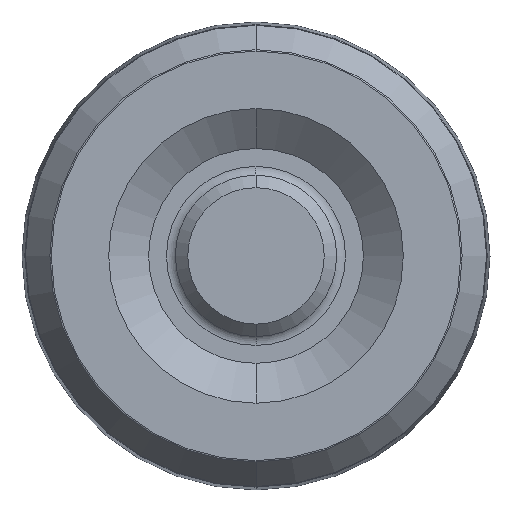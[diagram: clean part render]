
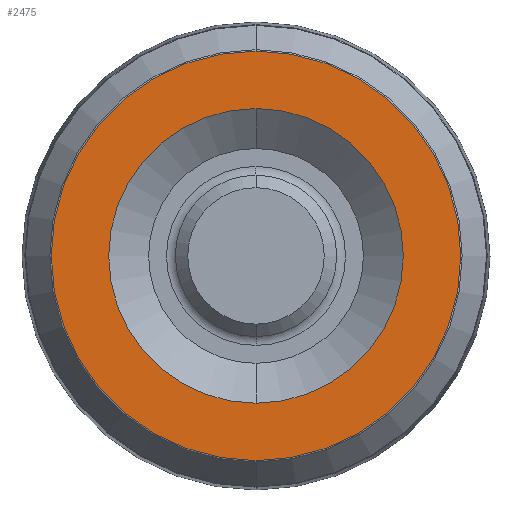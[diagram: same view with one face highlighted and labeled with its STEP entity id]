
A CAD part, top view. The second image highlights one B-rep face of the part: STEP entity #2475.
In plain terms, the highlighted planar face has unit normal (0, 0, 1).
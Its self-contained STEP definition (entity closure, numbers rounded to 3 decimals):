
#2041=CARTESIAN_POINT('',(0.,0.,39.997));
#2042=DIRECTION('',(0.,0.,-1.));
#2043=DIRECTION('',(0.,1.,0.));
#2044=AXIS2_PLACEMENT_3D('',#2041,#2042,#2043);
#2046=CARTESIAN_POINT('',(0.,0.,39.997));
#2047=DIRECTION('',(0.,0.,1.));
#2048=DIRECTION('',(0.,1.,0.));
#2049=AXIS2_PLACEMENT_3D('',#2046,#2047,#2048);
#2051=CARTESIAN_POINT('',(0.,0.,39.997));
#2052=DIRECTION('',(0.,0.,-1.));
#2053=DIRECTION('',(0.,1.,0.));
#2054=AXIS2_PLACEMENT_3D('',#2051,#2052,#2053);
#2061=CARTESIAN_POINT('',(0.,0.,39.997));
#2062=DIRECTION('',(0.,0.,-1.));
#2063=DIRECTION('',(0.,-1.,0.));
#2064=AXIS2_PLACEMENT_3D('',#2061,#2062,#2063);
#2119=CARTESIAN_POINT('',(0.,33.023,39.997));
#2120=VERTEX_POINT('',#2119);
#2131=CARTESIAN_POINT('',(0.,-33.023,
39.997));
#2132=VERTEX_POINT('',#2131);
#2137=CARTESIAN_POINT('',(0.,23.762,39.997));
#2138=CARTESIAN_POINT('',(0.,-23.762,39.997));
#2139=VERTEX_POINT('',#2137);
#2140=VERTEX_POINT('',#2138);
#2460=CARTESIAN_POINT('',(0.,0.,39.997));
#2461=DIRECTION('',(0.,0.,-1.));
#2462=DIRECTION('',(0.,1.,0.));
#2463=AXIS2_PLACEMENT_3D('',#2460,#2461,#2462);
#2464=PLANE('',#2463);
#2465=ORIENTED_EDGE('',*,*,#2448,.T.);
#2466=ORIENTED_EDGE('',*,*,#2425,.F.);
#2467=EDGE_LOOP('',(#2465,#2466));
#2468=FACE_OUTER_BOUND('',#2467,.F.);
#2470=ORIENTED_EDGE('',*,*,#2469,.F.);
#2472=ORIENTED_EDGE('',*,*,#2471,.F.);
#2473=EDGE_LOOP('',(#2470,#2472));
#2474=FACE_BOUND('',#2473,.F.);
#2045=CIRCLE('',#2044,33.023);
#2050=CIRCLE('',#2049,33.023);
#2055=CIRCLE('',#2054,23.762);
#2065=CIRCLE('',#2064,23.762);
#2425=EDGE_CURVE('',#2120,#2132,#2050,.T.);
#2448=EDGE_CURVE('',#2120,#2132,#2045,.T.);
#2469=EDGE_CURVE('',#2139,#2140,#2055,.T.);
#2471=EDGE_CURVE('',#2140,#2139,#2065,.T.);
#2475=ADVANCED_FACE('',(#2468,#2474),#2464,.F.);
